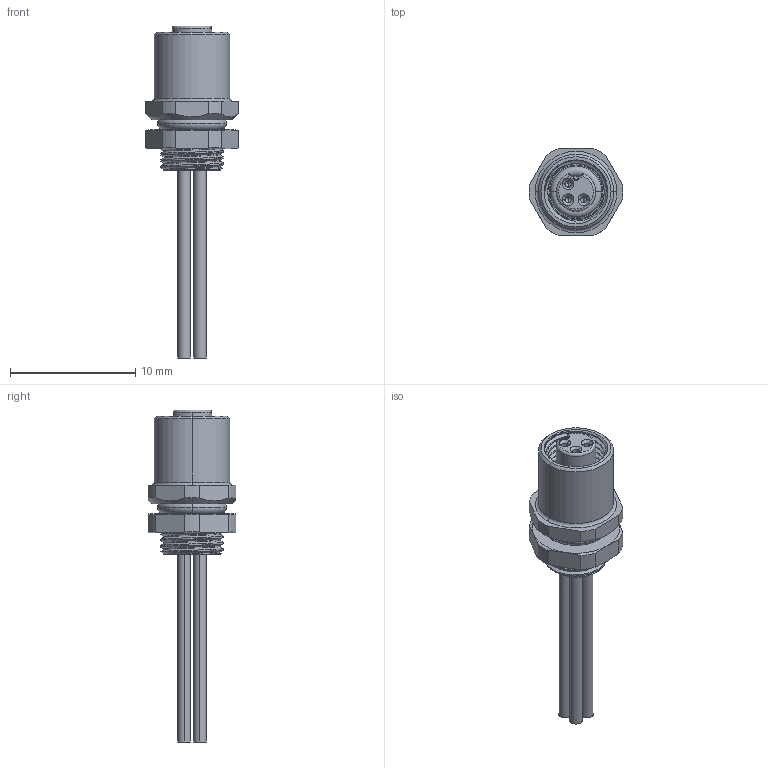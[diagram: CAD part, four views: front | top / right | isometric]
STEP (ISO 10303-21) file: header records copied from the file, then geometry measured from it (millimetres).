
FILE_DESCRIPTION((''),'2;1');
FILE_NAME('HOUSING-FEMALE-4P-000A11509_3','2025-08-24T',('gongcheng16'),(''),'PRO/ENGINEER BY PARAMETRIC TECHNOLOGY CORPORATION, 2010280','PRO/ENGINEER BY PARAMETRIC TECHNOLOGY CORPORATION, 2010280','');
FILE_SCHEMA(('CONFIG_CONTROL_DESIGN'));
Products named in the file (1): HOUSING-FEMALE-4P-000A11509_3
Bounding box: 7.5 x 7 x 26.5 mm (x, y, z)
Volume: 52.3 mm3; surface area: 6020 mm2
Topology: 1 solids, 102 shells, 1138 faces, 3077 edges, 2034 vertices
Faces by surface type: cylinder 487, plane 284, cone 214, torus 78, bspline 75
Entity records: 55330 total; most frequent: CARTESIAN_POINT 28431, DIRECTION 5408, ORIENTED_EDGE 5300, EDGE_CURVE 3065, AXIS2_PLACEMENT_3D 2209, VERTEX_POINT 2034, EDGE_LOOP 1211, CIRCLE 1145
